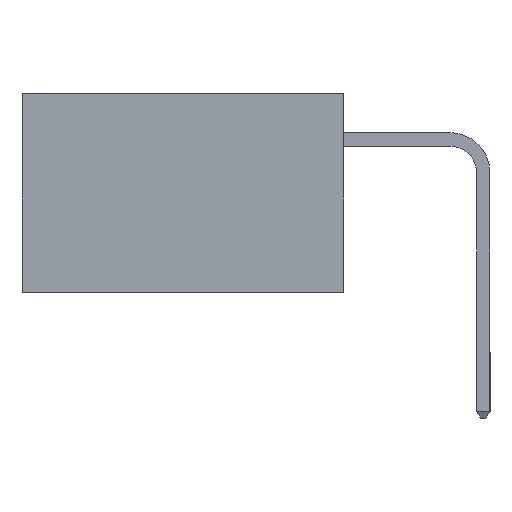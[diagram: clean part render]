
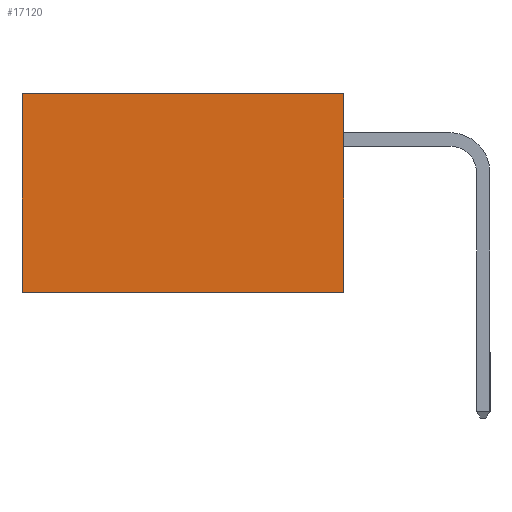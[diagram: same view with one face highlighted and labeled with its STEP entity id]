
A CAD part, left-side view. The second image highlights one B-rep face of the part: STEP entity #17120.
In plain terms, the highlighted planar face has unit normal (-1, 0, 0).
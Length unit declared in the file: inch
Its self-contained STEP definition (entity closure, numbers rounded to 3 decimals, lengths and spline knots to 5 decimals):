
#202 = VECTOR ( 'NONE', #16833, 39.37008 ) ;
#388 = ORIENTED_EDGE ( 'NONE', *, *, #5772, .T. ) ;
#521 = CARTESIAN_POINT ( 'NONE',  ( 0.298, 0., 0. ) ) ;
#598 = VECTOR ( 'NONE', #8799, 39.37008 ) ;
#1902 = EDGE_CURVE ( 'NONE', #4180, #12845, #16946, .T. ) ;
#2415 = ORIENTED_EDGE ( 'NONE', *, *, #8584, .F. ) ;
#2448 = FACE_OUTER_BOUND ( 'NONE', #6887, .T. ) ;
#2530 = ORIENTED_EDGE ( 'NONE', *, *, #1902, .F. ) ;
#3055 = EDGE_CURVE ( 'NONE', #4180, #7301, #14986, .T. ) ;
#3220 = VECTOR ( 'NONE', #8636, 39.37008 ) ;
#4180 = VERTEX_POINT ( 'NONE', #9324 ) ;
#5021 = CARTESIAN_POINT ( 'NONE',  ( 0.298, 0.6, -0.37 ) ) ;
#5772 = EDGE_CURVE ( 'NONE', #7301, #11566, #10906, .T. ) ;
#6041 = CARTESIAN_POINT ( 'NONE',  ( 0.298, 0., -0.37 ) ) ;
#6707 = CARTESIAN_POINT ( 'NONE',  ( 0.298, 0., 0. ) ) ;
#6887 = EDGE_LOOP ( 'NONE', ( #388, #2415, #2530, #17740 ) ) ;
#7109 = CARTESIAN_POINT ( 'NONE',  ( 0.298, 0.6, 0. ) ) ;
#7301 = VERTEX_POINT ( 'NONE', #16443 ) ;
#8012 = AXIS2_PLACEMENT_3D ( 'NONE', #17522, #16025, #14678 ) ;
#8584 = EDGE_CURVE ( 'NONE', #12845, #11566, #15788, .T. ) ;
#8636 = DIRECTION ( 'NONE',  ( 0., 0., -1. ) ) ;
#8799 = DIRECTION ( 'NONE',  ( 0., 1., 0. ) ) ;
#9324 = CARTESIAN_POINT ( 'NONE',  ( 0.298, 0., 0. ) ) ;
#10906 = LINE ( 'NONE', #7109, #3220 ) ;
#11566 = VERTEX_POINT ( 'NONE', #5021 ) ;
#12845 = VERTEX_POINT ( 'NONE', #17600 ) ;
#13406 = VECTOR ( 'NONE', #16534, 39.37008 ) ;
#14678 = DIRECTION ( 'NONE',  ( 0., 0., -1. ) ) ;
#14986 = LINE ( 'NONE', #521, #13406 ) ;
#15788 = LINE ( 'NONE', #6041, #598 ) ;
#16025 = DIRECTION ( 'NONE',  ( 1., 0., 0. ) ) ;
#16443 = CARTESIAN_POINT ( 'NONE',  ( 0.298, 0.6, 0. ) ) ;
#16534 = DIRECTION ( 'NONE',  ( 0., 1., 0. ) ) ;
#16833 = DIRECTION ( 'NONE',  ( 0., 0., -1. ) ) ;
#16946 = LINE ( 'NONE', #6707, #202 ) ;
#17120 = ADVANCED_FACE ( 'NONE', ( #2448 ), #17462, .F. ) ;
#17462 = PLANE ( 'NONE',  #8012 ) ;
#17522 = CARTESIAN_POINT ( 'NONE',  ( 0.298, 0., 0. ) ) ;
#17600 = CARTESIAN_POINT ( 'NONE',  ( 0.298, 0., -0.37 ) ) ;
#17740 = ORIENTED_EDGE ( 'NONE', *, *, #3055, .T. ) ;
